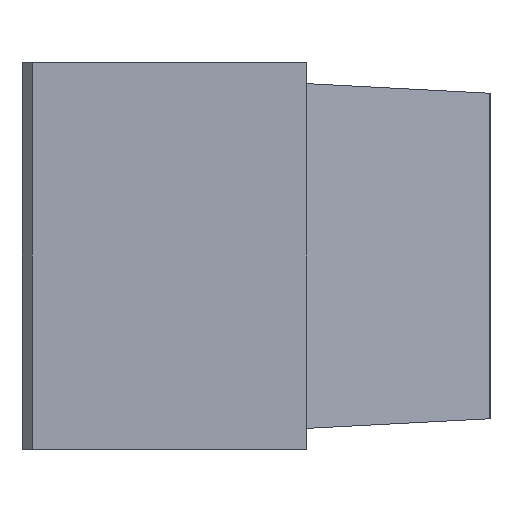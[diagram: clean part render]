
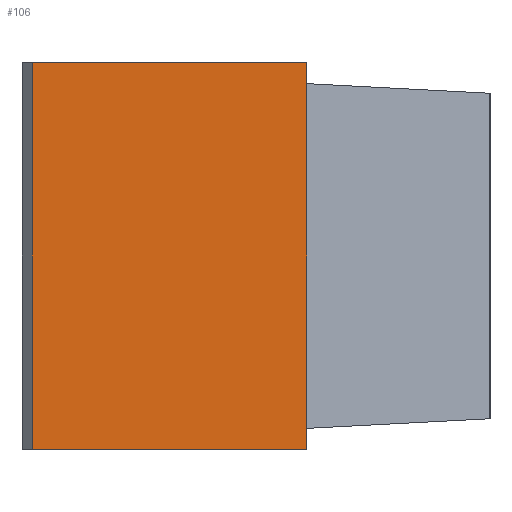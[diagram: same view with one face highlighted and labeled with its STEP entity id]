
A CAD part, left-side view. The second image highlights one B-rep face of the part: STEP entity #106.
In plain terms, the highlighted planar face has unit normal (-1, 0, 0).
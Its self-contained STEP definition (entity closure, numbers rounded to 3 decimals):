
#106=ADVANCED_FACE('',(#137),#124,.T.);
#124=PLANE('',#396);
#137=FACE_OUTER_BOUND('',#228,.T.);
#163=LINE('',#525,#193);
#164=LINE('',#527,#194);
#165=LINE('',#529,#195);
#166=LINE('',#531,#196);
#193=VECTOR('',#435,1.);
#194=VECTOR('',#438,1.);
#195=VECTOR('',#439,1.);
#196=VECTOR('',#440,1.);
#228=EDGE_LOOP('',(#263,#264,#265,#266));
#263=ORIENTED_EDGE('',*,*,#363,.F.);
#264=ORIENTED_EDGE('',*,*,#362,.F.);
#265=ORIENTED_EDGE('',*,*,#364,.T.);
#266=ORIENTED_EDGE('',*,*,#365,.T.);
#332=VERTEX_POINT('',#520);
#334=VERTEX_POINT('',#524);
#335=VERTEX_POINT('',#528);
#336=VERTEX_POINT('',#530);
#362=EDGE_CURVE('',#334,#332,#163,.T.);
#363=EDGE_CURVE('',#332,#335,#164,.T.);
#364=EDGE_CURVE('',#334,#336,#165,.T.);
#365=EDGE_CURVE('',#336,#335,#166,.T.);
#396=AXIS2_PLACEMENT_3D('',#532,#441,#442);
#435=DIRECTION('',(0.,0.,-1.));
#438=DIRECTION('',(0.,1.,0.));
#439=DIRECTION('',(0.,1.,0.));
#440=DIRECTION('',(0.,0.,-1.));
#441=DIRECTION('',(-1.,0.,0.));
#442=DIRECTION('',(0.,0.,1.));
#520=CARTESIAN_POINT('',(113.5,103.5,-9.5));
#524=CARTESIAN_POINT('',(113.5,103.5,9.5));
#525=CARTESIAN_POINT('',(113.5,103.5,9.5));
#527=CARTESIAN_POINT('',(113.5,103.5,-9.5));
#528=CARTESIAN_POINT('',(113.5,117.,-9.5));
#529=CARTESIAN_POINT('',(113.5,103.5,9.5));
#530=CARTESIAN_POINT('',(113.5,117.,9.5));
#531=CARTESIAN_POINT('',(113.5,117.,9.5));
#532=CARTESIAN_POINT('',(113.5,103.5,9.5));
